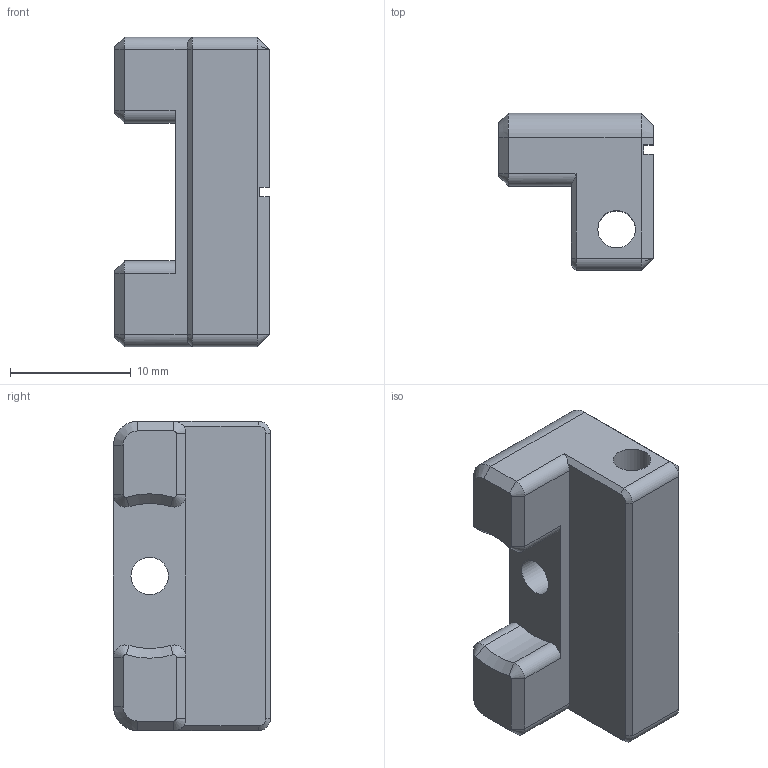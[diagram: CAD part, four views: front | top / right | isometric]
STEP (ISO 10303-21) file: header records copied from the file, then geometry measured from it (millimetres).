
FILE_DESCRIPTION(/* description */ (''),/* implementation_level */ '2;1');
FILE_NAME(/* name */ 'Doorhinge_Inlet.stp',/* time_stamp */ '2021-10-12T03:26:43+02:00',/* author */ ('Rama'),/* organization */ (''),/* preprocessor_version */ 'ST-DEVELOPER v18.1',/* originating_system */ 'Autodesk Inventor 2022',/* authorisation */ '');
FILE_SCHEMA (('AUTOMOTIVE_DESIGN { 1 0 10303 214 3 1 1 }'));
Length unit declared in the file: millimetre
Products named in the file (1): Doorhinge_Inlet
Bounding box: 12.8 x 13 x 25.6 mm (x, y, z)
Volume: 2400.6 mm3; surface area: 1772.8 mm2
Topology: 1 solids, 1 shells, 96 faces, 254 edges, 157 vertices
Faces by surface type: plane 57, cylinder 21, cone 18
Full cylindrical faces by diameter (mm): 3.1 x2
Entity records: 2996 total; most frequent: DIRECTION 516, CARTESIAN_POINT 506, ORIENTED_EDGE 504, EDGE_CURVE 252, LINE 182, VECTOR 182, AXIS2_PLACEMENT_3D 167, VERTEX_POINT 157
